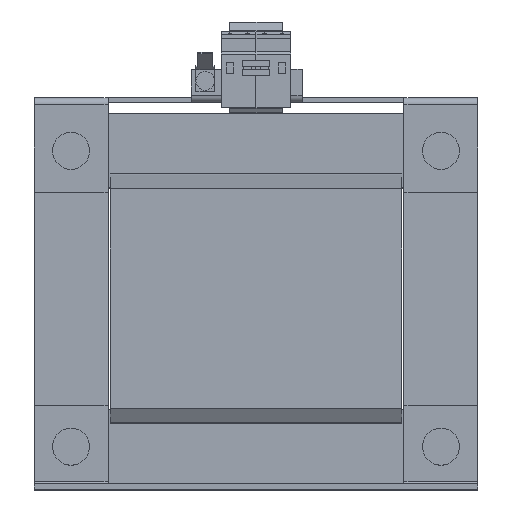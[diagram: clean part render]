
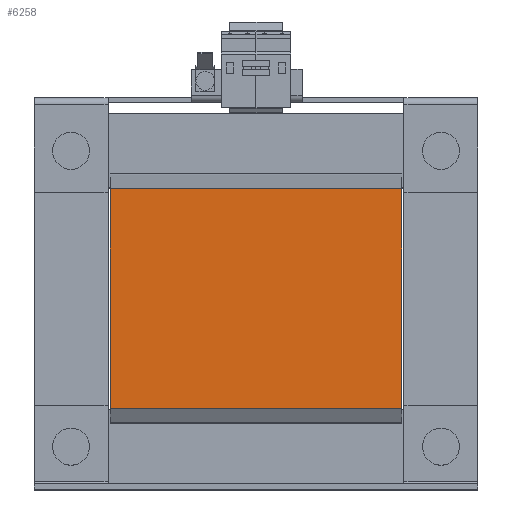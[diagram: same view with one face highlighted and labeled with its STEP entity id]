
A CAD part, top view. The second image highlights one B-rep face of the part: STEP entity #6258.
In plain terms, the highlighted planar face has unit normal (0, 0, 1).
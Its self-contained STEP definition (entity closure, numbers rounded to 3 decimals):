
#36 = LINE ( 'NONE', #11252, #7059 ) ;
#132 = EDGE_CURVE ( 'NONE', #6969, #11063, #4164, .T. ) ;
#1153 = ORIENTED_EDGE ( 'NONE', *, *, #1607, .T. ) ;
#1217 = CARTESIAN_POINT ( 'NONE',  ( 63., 47.5, 77. ) ) ;
#1327 = DIRECTION ( 'NONE',  ( -1., 0., 0. ) ) ;
#1355 = CARTESIAN_POINT ( 'NONE',  ( 63., 47.5, 77. ) ) ;
#1607 = EDGE_CURVE ( 'NONE', #11063, #5444, #9123, .T. ) ;
#1747 = VECTOR ( 'NONE', #1327, 1000. ) ;
#1958 = VECTOR ( 'NONE', #10396, 1000. ) ;
#2014 = DIRECTION ( 'NONE',  ( 0., 0., -1. ) ) ;
#2397 = EDGE_CURVE ( 'NONE', #6969, #9278, #36, .T. ) ;
#2520 = AXIS2_PLACEMENT_3D ( 'NONE', #2761, #2014, #11146 ) ;
#2761 = CARTESIAN_POINT ( 'NONE',  ( 63., -47.5, 77. ) ) ;
#3859 = CARTESIAN_POINT ( 'NONE',  ( 63., -47.5, 77. ) ) ;
#4164 = LINE ( 'NONE', #1217, #1747 ) ;
#5375 = CARTESIAN_POINT ( 'NONE',  ( -63., -47.5, 77. ) ) ;
#5444 = VERTEX_POINT ( 'NONE', #6341 ) ;
#5753 = ORIENTED_EDGE ( 'NONE', *, *, #6892, .F. ) ;
#6258 = ADVANCED_FACE ( 'NONE', ( #7842 ), #10197, .F. ) ;
#6341 = CARTESIAN_POINT ( 'NONE',  ( -63., -47.5, 77. ) ) ;
#6892 = EDGE_CURVE ( 'NONE', #9278, #5444, #7833, .T. ) ;
#6969 = VERTEX_POINT ( 'NONE', #1355 ) ;
#7059 = VECTOR ( 'NONE', #8550, 1000. ) ;
#7833 = LINE ( 'NONE', #3859, #1958 ) ;
#7842 = FACE_OUTER_BOUND ( 'NONE', #10536, .T. ) ;
#8044 = CARTESIAN_POINT ( 'NONE',  ( -63., 47.5, 77. ) ) ;
#8550 = DIRECTION ( 'NONE',  ( 0., -1., 0. ) ) ;
#9123 = LINE ( 'NONE', #5375, #9264 ) ;
#9264 = VECTOR ( 'NONE', #11758, 1000. ) ;
#9278 = VERTEX_POINT ( 'NONE', #11588 ) ;
#10197 = PLANE ( 'NONE',  #2520 ) ;
#10396 = DIRECTION ( 'NONE',  ( -1., 0., 0. ) ) ;
#10536 = EDGE_LOOP ( 'NONE', ( #1153, #5753, #11390, #11070 ) ) ;
#11063 = VERTEX_POINT ( 'NONE', #8044 ) ;
#11070 = ORIENTED_EDGE ( 'NONE', *, *, #132, .T. ) ;
#11146 = DIRECTION ( 'NONE',  ( 0., 1., 0. ) ) ;
#11252 = CARTESIAN_POINT ( 'NONE',  ( 63., -46., 77. ) ) ;
#11390 = ORIENTED_EDGE ( 'NONE', *, *, #2397, .F. ) ;
#11588 = CARTESIAN_POINT ( 'NONE',  ( 63., -47.5, 77. ) ) ;
#11758 = DIRECTION ( 'NONE',  ( 0., -1., 0. ) ) ;
